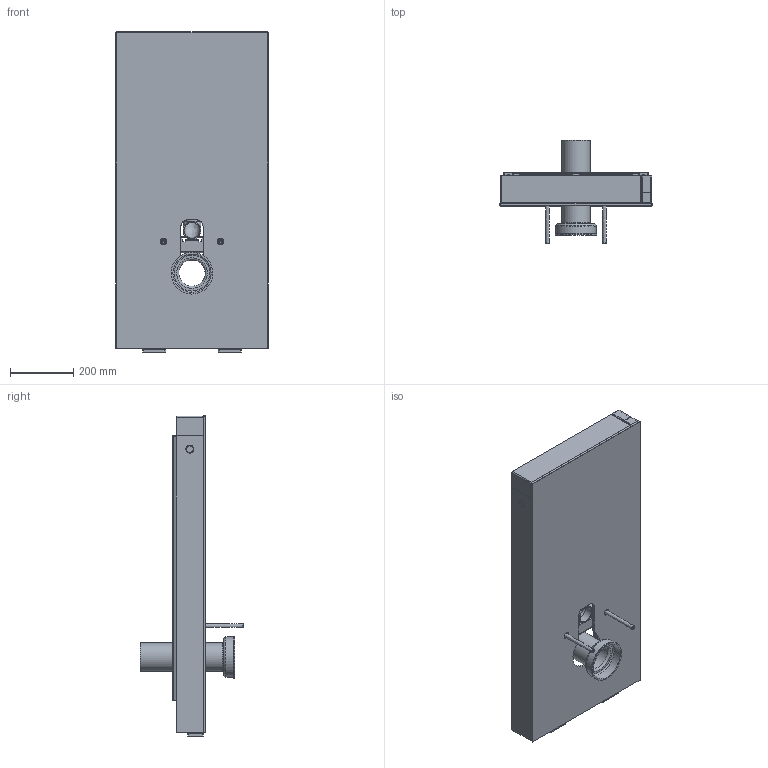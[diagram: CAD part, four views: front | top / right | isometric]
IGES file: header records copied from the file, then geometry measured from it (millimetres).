
Global section: file name: 131.022.JV.5; native system: Autodesk Inventor 2023; preprocessor: unknown; author: JANAN; date: 20240624.105308; units: millimetre
Bounding box: 482 x 328 x 1013.5 mm (x, y, z)
Volume: 9013948.8 mm3; surface area: 4019343.1 mm2
Topology: 21 solids, 21 shells, 1065 faces, 2811 edges, 1787 vertices
Faces by surface type: bspline 1065
